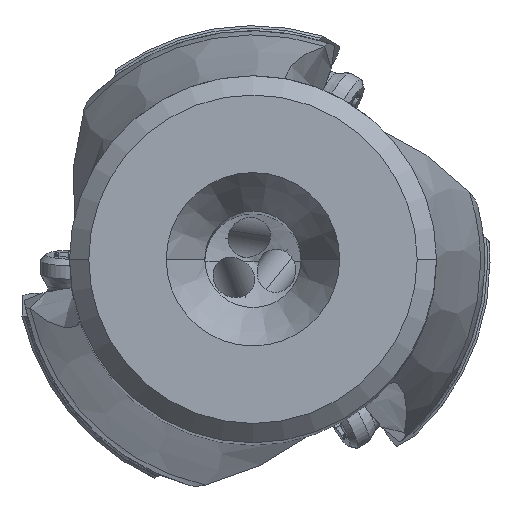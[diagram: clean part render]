
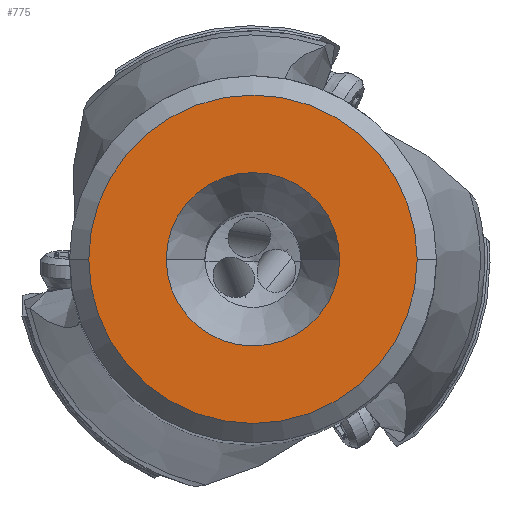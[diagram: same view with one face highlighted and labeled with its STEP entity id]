
A CAD part, top view. The second image highlights one B-rep face of the part: STEP entity #775.
In plain terms, the highlighted planar face has unit normal (0, 0, 1).
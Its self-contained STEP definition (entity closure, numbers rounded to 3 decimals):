
#73=FACE_BOUND('',#1379,.T.);
#74=FACE_BOUND('',#1380,.T.);
#515=PLANE('',#5848);
#775=ADVANCED_FACE('',(#73,#74),#515,.T.);
#1379=EDGE_LOOP('',(#2490,#2491));
#1380=EDGE_LOOP('',(#2492,#2493));
#1674=CIRCLE('',#5842,4.5);
#1675=CIRCLE('',#5844,4.5);
#1676=CIRCLE('',#5846,8.525);
#1677=CIRCLE('',#5847,8.525);
#2490=ORIENTED_EDGE('',*,*,#4572,.T.);
#2491=ORIENTED_EDGE('',*,*,#4574,.T.);
#2492=ORIENTED_EDGE('',*,*,#4575,.T.);
#2493=ORIENTED_EDGE('',*,*,#4576,.T.);
#3871=VERTEX_POINT('',#9263);
#3872=VERTEX_POINT('',#9265);
#3873=VERTEX_POINT('',#9271);
#3874=VERTEX_POINT('',#9272);
#4572=EDGE_CURVE('',#3872,#3871,#1674,.T.);
#4574=EDGE_CURVE('',#3871,#3872,#1675,.T.);
#4575=EDGE_CURVE('',#3873,#3874,#1676,.T.);
#4576=EDGE_CURVE('',#3874,#3873,#1677,.T.);
#5842=AXIS2_PLACEMENT_3D('',#9264,#6783,#6784);
#5844=AXIS2_PLACEMENT_3D('',#9268,#6788,#6789);
#5846=AXIS2_PLACEMENT_3D('',#9270,#6792,#6793);
#5847=AXIS2_PLACEMENT_3D('',#9273,#6794,#6795);
#5848=AXIS2_PLACEMENT_3D('',#9274,#6796,#6797);
#6783=DIRECTION('',(0.,0.,-1.));
#6784=DIRECTION('',(-1.,0.,0.));
#6788=DIRECTION('',(0.,0.,-1.));
#6789=DIRECTION('',(1.,0.,0.));
#6792=DIRECTION('',(0.,0.,1.));
#6793=DIRECTION('',(-1.,0.,0.));
#6794=DIRECTION('',(0.,0.,1.));
#6795=DIRECTION('',(1.,0.,0.));
#6796=DIRECTION('',(0.,0.,1.));
#6797=DIRECTION('',(1.,0.,0.));
#9263=CARTESIAN_POINT('',(4.5,0.,35.63));
#9264=CARTESIAN_POINT('',(0.,0.,35.63));
#9265=CARTESIAN_POINT('',(-4.5,0.,35.63));
#9268=CARTESIAN_POINT('',(0.,0.,35.63));
#9270=CARTESIAN_POINT('',(0.,0.,35.63));
#9271=CARTESIAN_POINT('',(-8.525,0.,35.63));
#9272=CARTESIAN_POINT('',(8.525,0.,35.63));
#9273=CARTESIAN_POINT('',(0.,0.,35.63));
#9274=CARTESIAN_POINT('',(0.,0.,35.63));
